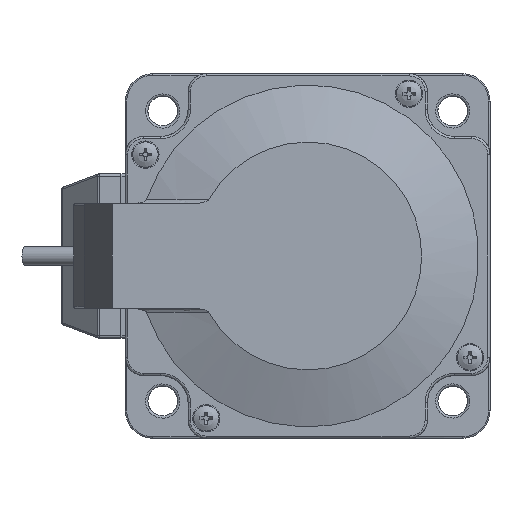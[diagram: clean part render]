
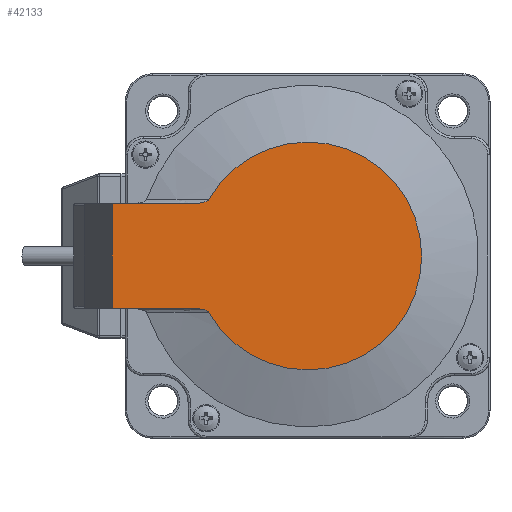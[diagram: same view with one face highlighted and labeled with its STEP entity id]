
A CAD part, front view. The second image highlights one B-rep face of the part: STEP entity #42133.
In plain terms, the highlighted planar face has unit normal (0, -1, 0).
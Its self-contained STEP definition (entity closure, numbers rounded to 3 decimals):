
#494=B_SPLINE_CURVE_WITH_KNOTS('',3,(#67575,#67576,#67577,#67578,#67579,
#67580,#67581,#67582,#67583,#67584),.UNSPECIFIED.,.F.,.F.,(4,2,2,2,4),(-0.49,
-0.449,-0.392,-0.257,0.),
 .UNSPECIFIED.);
#495=B_SPLINE_CURVE_WITH_KNOTS('',3,(#67591,#67592,#67593,#67594,#67595,
#67596,#67597,#67598,#67599,#67600),.UNSPECIFIED.,.F.,.F.,(4,2,2,2,4),(-0.267,
-0.127,-0.054,-0.022,0.),
 .UNSPECIFIED.);
#3536=LINE('',#67586,#7499);
#3537=LINE('',#67588,#7500);
#3538=LINE('',#67590,#7501);
#7499=VECTOR('',#54440,17.563);
#7500=VECTOR('',#54441,23.);
#7501=VECTOR('',#54442,17.563);
#10788=FACE_OUTER_BOUND('',#13130,.T.);
#13130=EDGE_LOOP('',(#33276,#33277,#33278,#33279,#33280,#33281));
#14877=CIRCLE('',#45290,25.);
#18256=VERTEX_POINT('',#67571);
#18257=VERTEX_POINT('',#67572);
#18258=VERTEX_POINT('',#67574);
#18259=VERTEX_POINT('',#67585);
#18260=VERTEX_POINT('',#67587);
#18261=VERTEX_POINT('',#67589);
#23488=EDGE_CURVE('',#18256,#18257,#14877,.T.);
#23489=EDGE_CURVE('',#18257,#18258,#494,.T.);
#23490=EDGE_CURVE('',#18258,#18259,#3536,.T.);
#23491=EDGE_CURVE('',#18260,#18259,#3537,.T.);
#23492=EDGE_CURVE('',#18260,#18261,#3538,.T.);
#23493=EDGE_CURVE('',#18261,#18256,#495,.T.);
#33276=ORIENTED_EDGE('',*,*,#23488,.T.);
#33277=ORIENTED_EDGE('',*,*,#23489,.T.);
#33278=ORIENTED_EDGE('',*,*,#23490,.T.);
#33279=ORIENTED_EDGE('',*,*,#23491,.F.);
#33280=ORIENTED_EDGE('',*,*,#23492,.T.);
#33281=ORIENTED_EDGE('',*,*,#23493,.T.);
#38134=PLANE('',#45289);
#42133=ADVANCED_FACE('',(#10788),#38134,.F.);
#45289=AXIS2_PLACEMENT_3D('',#67570,#54436,#54437);
#45290=AXIS2_PLACEMENT_3D('',#67573,#54438,#54439);
#54436=DIRECTION('center_axis',(0.,1.,0.));
#54437=DIRECTION('ref_axis',(-1.,0.,0.));
#54438=DIRECTION('center_axis',(0.,-1.,0.));
#54439=DIRECTION('ref_axis',(-0.869,0.,-0.494));
#54440=DIRECTION('',(-1.,0.,0.));
#54441=DIRECTION('',(0.,0.,1.));
#54442=DIRECTION('',(1.,0.,0.));
#67570=CARTESIAN_POINT('Origin',(0.,-41.5,0.));
#67571=CARTESIAN_POINT('',(-21.737,-41.5,-12.349));
#67572=CARTESIAN_POINT('',(-21.737,-41.5,12.349));
#67573=CARTESIAN_POINT('Origin',(0.,-41.5,0.));
#67574=CARTESIAN_POINT('',(-25.369,-41.5,11.5));
#67575=CARTESIAN_POINT('Ctrl Pts',(-21.737,-41.5,12.349));
#67576=CARTESIAN_POINT('Ctrl Pts',(-21.774,-41.5,12.284));
#67577=CARTESIAN_POINT('Ctrl Pts',(-21.83,-41.5,
12.228));
#67578=CARTESIAN_POINT('Ctrl Pts',(-21.97,-41.5,
12.117));
#67579=CARTESIAN_POINT('Ctrl Pts',(-22.066,-41.5,12.061));
#67580=CARTESIAN_POINT('Ctrl Pts',(-22.381,-41.5,11.908));
#67581=CARTESIAN_POINT('Ctrl Pts',(-22.673,-41.5,11.813));
#67582=CARTESIAN_POINT('Ctrl Pts',(-23.681,-41.5,
11.584));
#67583=CARTESIAN_POINT('Ctrl Pts',(-24.513,-41.5,11.5));
#67584=CARTESIAN_POINT('Ctrl Pts',(-25.369,-41.5,11.5));
#67585=CARTESIAN_POINT('',(-42.931,-41.5,11.5));
#67586=CARTESIAN_POINT('',(-25.369,-41.5,11.5));
#67587=CARTESIAN_POINT('',(-42.931,-41.5,-11.5));
#67588=CARTESIAN_POINT('',(-42.931,-41.5,-11.5));
#67589=CARTESIAN_POINT('',(-25.369,-41.5,-11.5));
#67590=CARTESIAN_POINT('',(-42.931,-41.5,-11.5));
#67591=CARTESIAN_POINT('Ctrl Pts',(-25.369,-41.5,-11.5));
#67592=CARTESIAN_POINT('Ctrl Pts',(-24.514,-41.5,-11.5));
#67593=CARTESIAN_POINT('Ctrl Pts',(-23.683,-41.5,
-11.583));
#67594=CARTESIAN_POINT('Ctrl Pts',(-22.674,-41.5,
-11.812));
#67595=CARTESIAN_POINT('Ctrl Pts',(-22.381,-41.5,-11.908));
#67596=CARTESIAN_POINT('Ctrl Pts',(-22.067,-41.5,-12.061));
#67597=CARTESIAN_POINT('Ctrl Pts',(-21.97,-41.5,
-12.116));
#67598=CARTESIAN_POINT('Ctrl Pts',(-21.831,-41.5,
-12.228));
#67599=CARTESIAN_POINT('Ctrl Pts',(-21.774,-41.5,-12.284));
#67600=CARTESIAN_POINT('Ctrl Pts',(-21.737,-41.5,-12.349));
